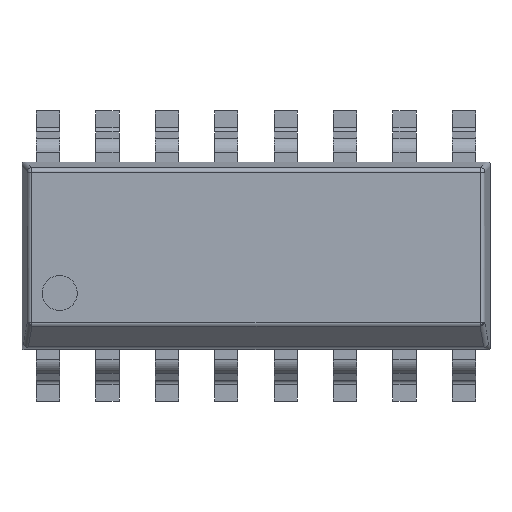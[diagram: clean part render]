
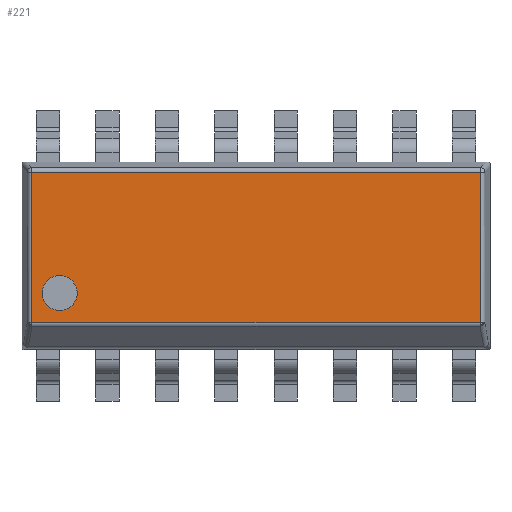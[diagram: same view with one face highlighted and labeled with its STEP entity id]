
A CAD part, top view. The second image highlights one B-rep face of the part: STEP entity #221.
In plain terms, the highlighted planar face has unit normal (0, 0, 1).
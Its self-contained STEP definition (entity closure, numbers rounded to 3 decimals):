
#221=ADVANCED_FACE('',(#2747,#2749),#2751,.T.);
#2747=FACE_BOUND('',#2748,.T.);
#2748=EDGE_LOOP('',(#4829,#4830,#4831,#4832));
#2749=FACE_BOUND('',#2750,.T.);
#2750=EDGE_LOOP('',(#4833));
#2751=PLANE('',#2752);
#2752=AXIS2_PLACEMENT_3D('',#2753,#2754,#2755);
#2753=CARTESIAN_POINT('',(0.,0.,1.75));
#2754=DIRECTION('',(0.,0.,1.));
#2755=DIRECTION('',(1.,0.,0.));
#4829=ORIENTED_EDGE('',*,*,#6249,.T.);
#4830=ORIENTED_EDGE('',*,*,#6250,.T.);
#4831=ORIENTED_EDGE('',*,*,#6251,.T.);
#4832=ORIENTED_EDGE('',*,*,#6252,.T.);
#4833=ORIENTED_EDGE('',*,*,#6253,.T.);
#6249=EDGE_CURVE('',#6991,#6992,#6993,.T.);
#6250=EDGE_CURVE('',#6992,#6994,#6995,.T.);
#6251=EDGE_CURVE('',#6994,#6996,#6997,.T.);
#6252=EDGE_CURVE('',#6996,#6991,#6998,.T.);
#6253=EDGE_CURVE('',#6999,#6999,#7000,.F.);
#6991=VERTEX_POINT('',#8305);
#6992=VERTEX_POINT('',#8306);
#6993=LINE('',#8307,#8308);
#6994=VERTEX_POINT('',#8310);
#6995=LINE('',#8311,#8312);
#6996=VERTEX_POINT('',#8314);
#6997=LINE('',#8315,#8316);
#6998=LINE('',#8318,#8319);
#6999=VERTEX_POINT('',#8321);
#7000=CIRCLE('',#8322,0.375);
#8305=CARTESIAN_POINT('',(4.788,-1.431,1.75));
#8306=CARTESIAN_POINT('',(4.788,1.788,1.75));
#8307=CARTESIAN_POINT('',(4.788,-1.431,1.75));
#8308=VECTOR('',#8309,1.);
#8309=DIRECTION('',(0.,1.,0.));
#8310=CARTESIAN_POINT('',(-4.788,1.788,1.75));
#8311=CARTESIAN_POINT('',(4.788,1.788,1.75));
#8312=VECTOR('',#8313,1.);
#8313=DIRECTION('',(-1.,0.,0.));
#8314=CARTESIAN_POINT('',(-4.788,-1.431,1.75));
#8315=CARTESIAN_POINT('',(-4.788,1.788,1.75));
#8316=VECTOR('',#8317,1.);
#8317=DIRECTION('',(0.,-1.,0.));
#8318=CARTESIAN_POINT('',(-4.788,-1.431,1.75));
#8319=VECTOR('',#8320,1.);
#8320=DIRECTION('',(1.,0.,0.));
#8321=CARTESIAN_POINT('',(-3.82,-0.795,1.75));
#8322=AXIS2_PLACEMENT_3D('',#8323,#8324,#8325);
#8323=CARTESIAN_POINT('',(-4.195,-0.795,1.75));
#8324=DIRECTION('',(0.,0.,1.));
#8325=DIRECTION('',(1.,0.,0.));
